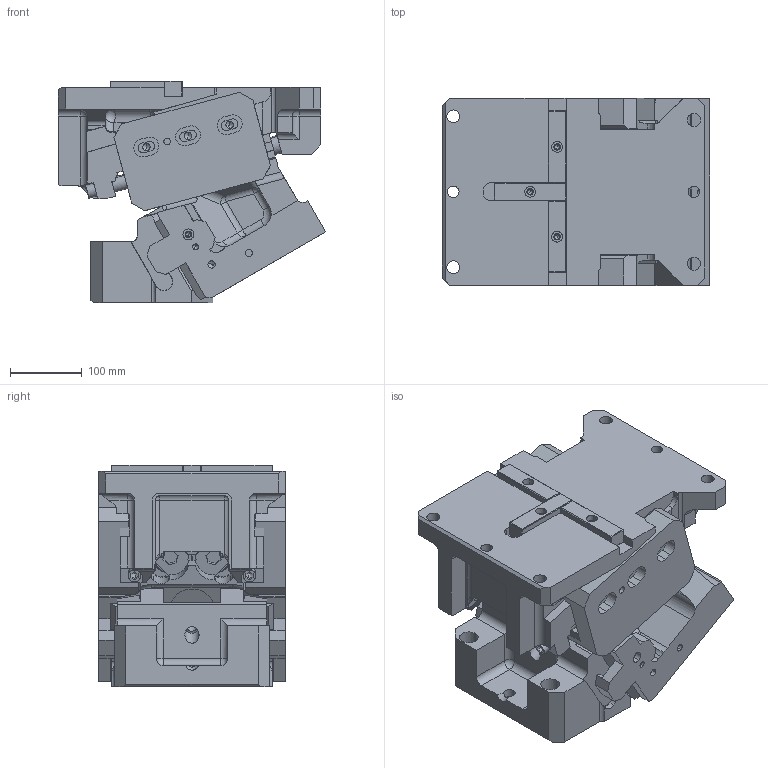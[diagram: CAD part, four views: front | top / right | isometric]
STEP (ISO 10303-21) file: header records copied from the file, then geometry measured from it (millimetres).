
FILE_DESCRIPTION(('CATIA V5 STEP Exchange','CAx-IF Rec.Pracs.--- Model Styling and Organization---1.4--- 2014-01-23'),'2;1');
FILE_NAME('KS_OT_0260_60__IND_11__23502__SCHIEBERADAPTER_PART__2022_01_19__SCHWER.stp','2022-01-19T11:24:12+00:00',('none'),('none'),'CATIA Version 5-6 Release 2019 SP3 HF8','CATIA V5 STEP AP203 WITH EXTENSIONS v1','none');
FILE_SCHEMA(('CONFIG_CONTROL_DESIGN','SHAPE_APPEARANCE_LAYER_MIM'));
Length unit declared in the file: millimetre
Products named in the file (1): KS_OT_0260_60__IND_11__23502__SCHIEBERADAPTER_PART__2022_01_19__SCHWER
Bounding box: 371.66 x 260 x 309 mm (x, y, z)
Volume: 15922922.8 mm3; surface area: 1201002.2 mm2
Topology: 4 solids, 6 shells, 1327 faces, 3488 edges, 2155 vertices
Faces by surface type: plane 598, cylinder 532, cone 74, torus 68, sphere 42, bspline 13
Entity records: 41359 total; most frequent: CARTESIAN_POINT 10764, ORIENTED_EDGE 6746, DIRECTION 4888, EDGE_CURVE 3373, VERTEX_POINT 2151, AXIS2_PLACEMENT_3D 2020, VECTOR 1902, LINE 1902
